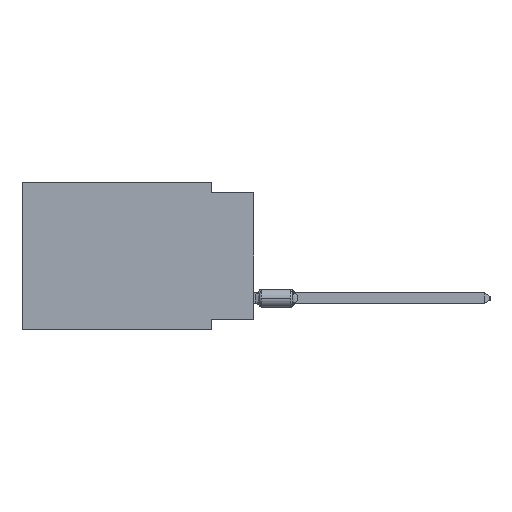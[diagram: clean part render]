
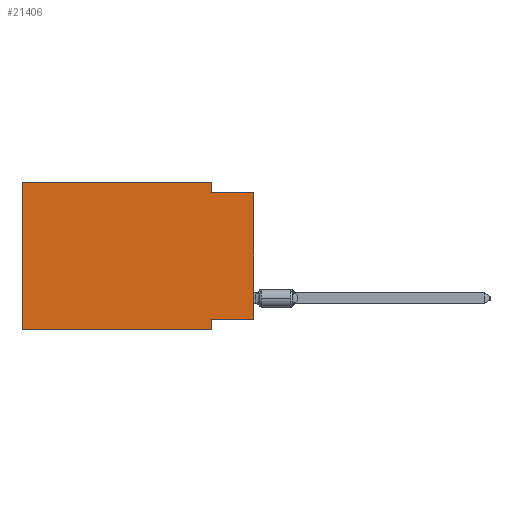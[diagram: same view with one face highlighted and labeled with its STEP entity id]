
A CAD part, left-side view. The second image highlights one B-rep face of the part: STEP entity #21406.
In plain terms, the highlighted planar face has unit normal (-1, 0, 0).
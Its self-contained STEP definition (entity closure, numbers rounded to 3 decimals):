
#90 = ORIENTED_EDGE ( 'NONE', *, *, #18638, .F. ) ;
#149 = CARTESIAN_POINT ( 'NONE',  ( 0., 2.54, 0. ) ) ;
#865 = LINE ( 'NONE', #7463, #5274 ) ;
#2480 = EDGE_CURVE ( 'NONE', #10941, #22823, #14262, .T. ) ;
#2706 = CARTESIAN_POINT ( 'NONE',  ( 0., 0., -0.635 ) ) ;
#3781 = EDGE_LOOP ( 'NONE', ( #26514, #11303, #34993, #17742, #40995, #7684, #16849, #90 ) ) ;
#4286 = LINE ( 'NONE', #14079, #16900 ) ;
#4887 = EDGE_CURVE ( 'NONE', #14578, #9159, #11849, .T. ) ;
#5274 = VECTOR ( 'NONE', #33428, 1000. ) ;
#5674 = CARTESIAN_POINT ( 'NONE',  ( 0., 13.97, 0. ) ) ;
#6213 = DIRECTION ( 'NONE',  ( 0., -1., 0. ) ) ;
#6578 = CARTESIAN_POINT ( 'NONE',  ( 0., 0., -8.255 ) ) ;
#6685 = LINE ( 'NONE', #23079, #12142 ) ;
#7463 = CARTESIAN_POINT ( 'NONE',  ( 0., 0., 0. ) ) ;
#7684 = ORIENTED_EDGE ( 'NONE', *, *, #13821, .T. ) ;
#7850 = DIRECTION ( 'NONE',  ( 0., 0., -1. ) ) ;
#8240 = DIRECTION ( 'NONE',  ( 0., 0., -1. ) ) ;
#9159 = VERTEX_POINT ( 'NONE', #29168 ) ;
#10941 = VERTEX_POINT ( 'NONE', #39732 ) ;
#11055 = CARTESIAN_POINT ( 'NONE',  ( 0., 2.54, -8.89 ) ) ;
#11155 = LINE ( 'NONE', #14557, #22353 ) ;
#11221 = PLANE ( 'NONE',  #21935 ) ;
#11303 = ORIENTED_EDGE ( 'NONE', *, *, #27785, .F. ) ;
#11849 = LINE ( 'NONE', #41184, #27523 ) ;
#12142 = VECTOR ( 'NONE', #26893, 1000. ) ;
#13378 = VECTOR ( 'NONE', #7850, 1000. ) ;
#13821 = EDGE_CURVE ( 'NONE', #14003, #22823, #6685, .T. ) ;
#14003 = VERTEX_POINT ( 'NONE', #17918 ) ;
#14079 = CARTESIAN_POINT ( 'NONE',  ( 0., 0., -0.635 ) ) ;
#14262 = LINE ( 'NONE', #11055, #13378 ) ;
#14557 = CARTESIAN_POINT ( 'NONE',  ( 0., 0., -8.255 ) ) ;
#14578 = VERTEX_POINT ( 'NONE', #149 ) ;
#16849 = ORIENTED_EDGE ( 'NONE', *, *, #2480, .F. ) ;
#16900 = VECTOR ( 'NONE', #40032, 1000. ) ;
#17742 = ORIENTED_EDGE ( 'NONE', *, *, #37595, .F. ) ;
#17918 = CARTESIAN_POINT ( 'NONE',  ( 0., 13.97, -8.89 ) ) ;
#18638 = EDGE_CURVE ( 'NONE', #25016, #10941, #11155, .T. ) ;
#19137 = CARTESIAN_POINT ( 'NONE',  ( 0., 13.97, 0. ) ) ;
#21406 = ADVANCED_FACE ( 'NONE', ( #24638 ), #11221, .F. ) ;
#21718 = CARTESIAN_POINT ( 'NONE',  ( 0., 2.54, -8.89 ) ) ;
#21935 = AXIS2_PLACEMENT_3D ( 'NONE', #27198, #33994, #8240 ) ;
#22353 = VECTOR ( 'NONE', #37097, 1000. ) ;
#22823 = VERTEX_POINT ( 'NONE', #21718 ) ;
#23079 = CARTESIAN_POINT ( 'NONE',  ( 0., 13.97, -8.89 ) ) ;
#24638 = FACE_OUTER_BOUND ( 'NONE', #3781, .T. ) ;
#25016 = VERTEX_POINT ( 'NONE', #6578 ) ;
#25180 = CARTESIAN_POINT ( 'NONE',  ( 0., 13.97, 0. ) ) ;
#25932 = LINE ( 'NONE', #19137, #40647 ) ;
#26514 = ORIENTED_EDGE ( 'NONE', *, *, #41499, .T. ) ;
#26548 = VECTOR ( 'NONE', #6213, 1000. ) ;
#26893 = DIRECTION ( 'NONE',  ( 0., -1., 0. ) ) ;
#27198 = CARTESIAN_POINT ( 'NONE',  ( 0., 13.97, 0. ) ) ;
#27523 = VECTOR ( 'NONE', #35239, 1000. ) ;
#27785 = EDGE_CURVE ( 'NONE', #9159, #38381, #4286, .T. ) ;
#28912 = DIRECTION ( 'NONE',  ( 0., 0., 1. ) ) ;
#29168 = CARTESIAN_POINT ( 'NONE',  ( 0., 2.54, -0.635 ) ) ;
#29767 = EDGE_CURVE ( 'NONE', #14003, #33240, #25932, .T. ) ;
#33240 = VERTEX_POINT ( 'NONE', #5674 ) ;
#33428 = DIRECTION ( 'NONE',  ( 0., 0., 1. ) ) ;
#33994 = DIRECTION ( 'NONE',  ( 1., 0., 0. ) ) ;
#34993 = ORIENTED_EDGE ( 'NONE', *, *, #4887, .F. ) ;
#35239 = DIRECTION ( 'NONE',  ( 0., 0., -1. ) ) ;
#37097 = DIRECTION ( 'NONE',  ( 0., 1., 0. ) ) ;
#37595 = EDGE_CURVE ( 'NONE', #33240, #14578, #38530, .T. ) ;
#38381 = VERTEX_POINT ( 'NONE', #2706 ) ;
#38530 = LINE ( 'NONE', #25180, #26548 ) ;
#39732 = CARTESIAN_POINT ( 'NONE',  ( 0., 2.54, -8.255 ) ) ;
#40032 = DIRECTION ( 'NONE',  ( 0., -1., 0. ) ) ;
#40647 = VECTOR ( 'NONE', #28912, 1000. ) ;
#40995 = ORIENTED_EDGE ( 'NONE', *, *, #29767, .F. ) ;
#41184 = CARTESIAN_POINT ( 'NONE',  ( 0., 2.54, 0. ) ) ;
#41499 = EDGE_CURVE ( 'NONE', #25016, #38381, #865, .T. ) ;
